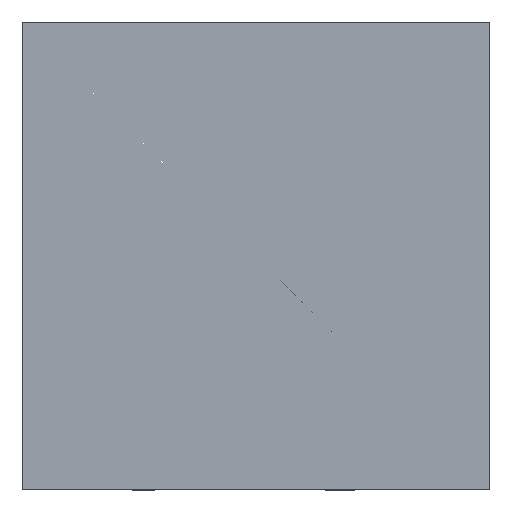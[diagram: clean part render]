
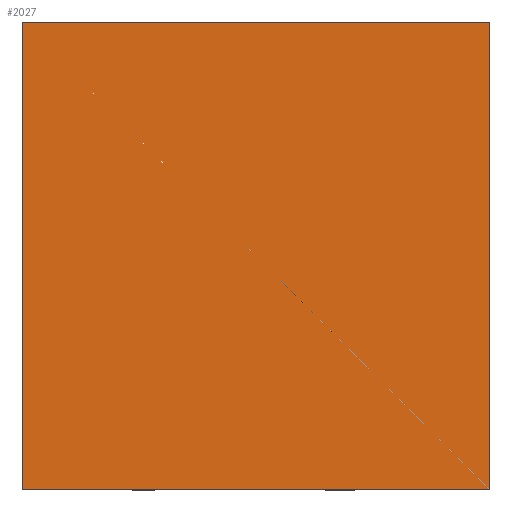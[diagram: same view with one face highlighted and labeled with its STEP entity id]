
A CAD part, left-side view. The second image highlights one B-rep face of the part: STEP entity #2027.
In plain terms, the highlighted planar face has unit normal (-1, 0, 0).
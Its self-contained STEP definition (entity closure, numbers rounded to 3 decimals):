
#328 = ORIENTED_EDGE ( 'NONE', *, *, #2416, .T. ) ;
#422 = VECTOR ( 'NONE', #3657, 1000. ) ;
#863 = ORIENTED_EDGE ( 'NONE', *, *, #4606, .F. ) ;
#915 = AXIS2_PLACEMENT_3D ( 'NONE', #2658, #5099, #3097 ) ;
#949 = LINE ( 'NONE', #3370, #422 ) ;
#1006 = EDGE_CURVE ( 'NONE', #4750, #2009, #949, .T. ) ;
#1124 = VERTEX_POINT ( 'NONE', #3414 ) ;
#1131 = VECTOR ( 'NONE', #3334, 1000. ) ;
#1173 = VERTEX_POINT ( 'NONE', #4306 ) ;
#1407 = VECTOR ( 'NONE', #2983, 1000. ) ;
#1534 = ORIENTED_EDGE ( 'NONE', *, *, #1006, .T. ) ;
#1752 = LINE ( 'NONE', #4174, #5097 ) ;
#2009 = VERTEX_POINT ( 'NONE', #2279 ) ;
#2027 = ADVANCED_FACE ( 'NONE', ( #3499 ), #4653, .F. ) ;
#2165 = DIRECTION ( 'NONE',  ( 0., -1., 0. ) ) ;
#2279 = CARTESIAN_POINT ( 'NONE',  ( -45., 16., -16. ) ) ;
#2416 = EDGE_CURVE ( 'NONE', #2009, #1173, #3733, .T. ) ;
#2516 = EDGE_CURVE ( 'NONE', #4750, #1124, #1752, .T. ) ;
#2658 = CARTESIAN_POINT ( 'NONE',  ( -45., -16., 16. ) ) ;
#2983 = DIRECTION ( 'NONE',  ( 0., 0., -1. ) ) ;
#3097 = DIRECTION ( 'NONE',  ( 0., 0., -1. ) ) ;
#3334 = DIRECTION ( 'NONE',  ( 0., -1., 0. ) ) ;
#3370 = CARTESIAN_POINT ( 'NONE',  ( -45., 16., 16. ) ) ;
#3414 = CARTESIAN_POINT ( 'NONE',  ( -45., -16., 16. ) ) ;
#3499 = FACE_OUTER_BOUND ( 'NONE', #4176, .T. ) ;
#3657 = DIRECTION ( 'NONE',  ( 0., 0., -1. ) ) ;
#3733 = LINE ( 'NONE', #4538, #1131 ) ;
#3903 = LINE ( 'NONE', #4607, #1407 ) ;
#4174 = CARTESIAN_POINT ( 'NONE',  ( -45., -16., 16. ) ) ;
#4176 = EDGE_LOOP ( 'NONE', ( #328, #863, #4261, #1534 ) ) ;
#4261 = ORIENTED_EDGE ( 'NONE', *, *, #2516, .F. ) ;
#4306 = CARTESIAN_POINT ( 'NONE',  ( -45., -16., -16. ) ) ;
#4538 = CARTESIAN_POINT ( 'NONE',  ( -45., -16., -16. ) ) ;
#4606 = EDGE_CURVE ( 'NONE', #1124, #1173, #3903, .T. ) ;
#4607 = CARTESIAN_POINT ( 'NONE',  ( -45., -16., 16. ) ) ;
#4628 = CARTESIAN_POINT ( 'NONE',  ( -45., 16., 16. ) ) ;
#4653 = PLANE ( 'NONE',  #915 ) ;
#4750 = VERTEX_POINT ( 'NONE', #4628 ) ;
#5097 = VECTOR ( 'NONE', #2165, 1000. ) ;
#5099 = DIRECTION ( 'NONE',  ( 1., 0., 0. ) ) ;
